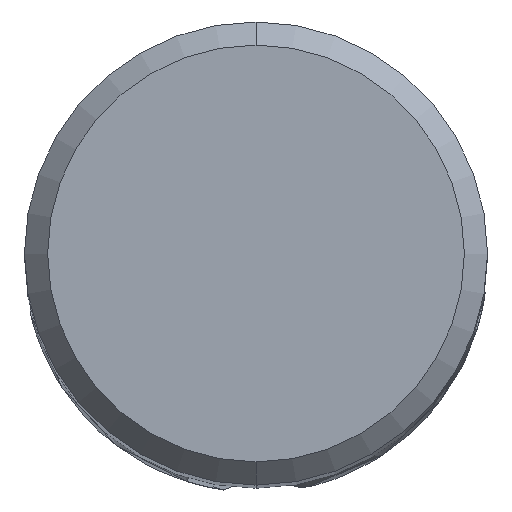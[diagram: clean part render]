
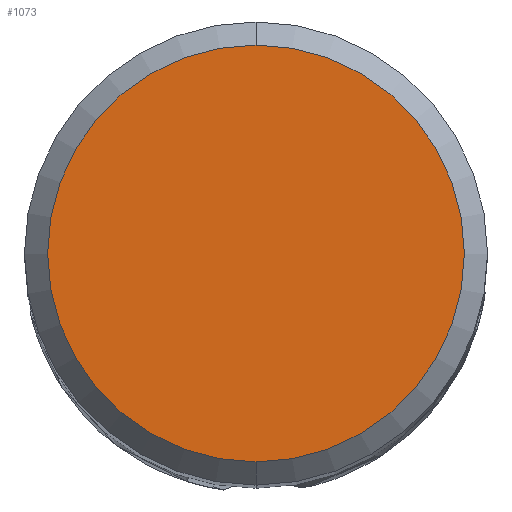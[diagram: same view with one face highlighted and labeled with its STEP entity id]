
A CAD part, top view. The second image highlights one B-rep face of the part: STEP entity #1073.
In plain terms, the highlighted planar face has unit normal (0, 0, 1).
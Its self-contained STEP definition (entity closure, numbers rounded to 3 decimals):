
#615=EDGE_CURVE('',#1569,#785,#1720,.T.);
#785=VERTEX_POINT('',#1913);
#1073=ADVANCED_FACE('',(#2220),#2221,.T.);
#1567=EDGE_CURVE('',#785,#1569,#2761,.T.);
#1569=VERTEX_POINT('',#2763);
#1720=CIRCLE('',#3013,4.5);
#1913=CARTESIAN_POINT('',(0.,-4.5,0.0));
#2220=FACE_OUTER_BOUND('',#7118,.T.);
#2221=PLANE('',#7119);
#2761=CIRCLE('',#10796,4.5);
#2763=CARTESIAN_POINT('',(0.0,4.5,0.0));
#3013=AXIS2_PLACEMENT_3D('',#11382,#11383,#11384);
#7118=EDGE_LOOP('',(#11890,#11891));
#7119=AXIS2_PLACEMENT_3D('',#11892,#11893,#11894);
#10796=AXIS2_PLACEMENT_3D('',#12401,#12402,#12403);
#11382=CARTESIAN_POINT('',(0.0,0.0,0.0));
#11383=DIRECTION('',(0.0,0.0,-1.0));
#11384=DIRECTION('',(0.0,1.0,0.0));
#11890=ORIENTED_EDGE('',*,*,#615,.F.);
#11891=ORIENTED_EDGE('',*,*,#1567,.F.);
#11892=CARTESIAN_POINT('',(0.0,2.25,0.0));
#11893=DIRECTION('',(-0.0,0.0,1.0));
#11894=DIRECTION('',(0.0,-1.0,0.0));
#12401=CARTESIAN_POINT('',(0.0,0.0,0.0));
#12402=DIRECTION('',(0.0,0.0,-1.0));
#12403=DIRECTION('',(0.0,1.0,0.0));
